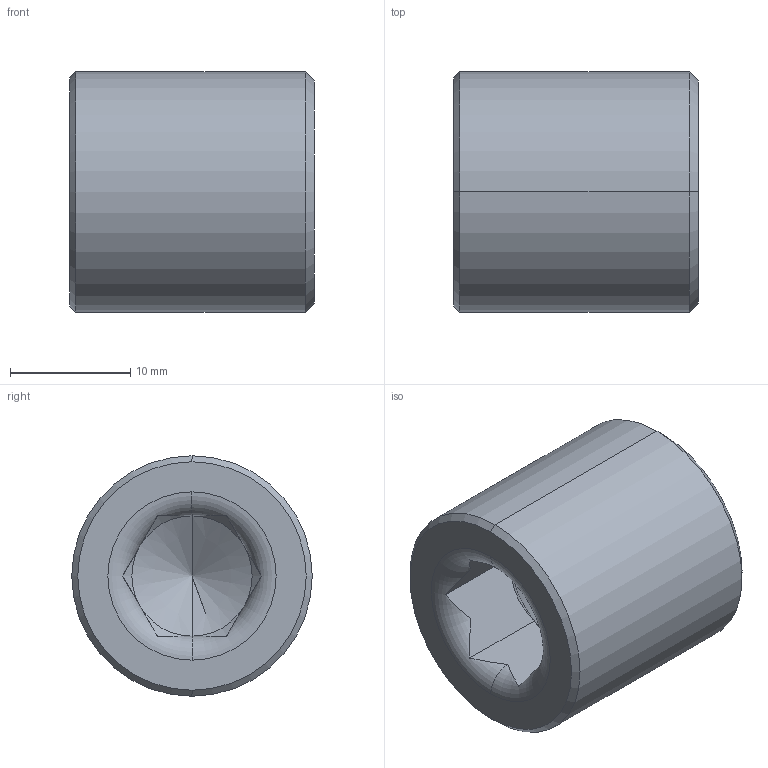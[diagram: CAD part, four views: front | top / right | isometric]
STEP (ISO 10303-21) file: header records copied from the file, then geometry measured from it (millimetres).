
FILE_DESCRIPTION (( 'STEP AP203' ), '1' );
FILE_NAME ('747DAM2.STEP', '2017-02-01T10:11:20', ( '' ), ( '' ), 'SwSTEP 2.0', 'SolidWorks 2014', '' );
FILE_SCHEMA (( 'CONFIG_CONTROL_DESIGN' ));
Length unit declared in the file: millimetre
Products named in the file (1): 747DAM2
Bounding box: 20.3 x 20 x 20 mm (x, y, z)
Volume: 5069.5 mm3; surface area: 2327.8 mm2
Topology: 1 solids, 1 shells, 35 faces, 82 edges, 48 vertices
Faces by surface type: cone 15, plane 14, cylinder 4, torus 2
Entity records: 1170 total; most frequent: CARTESIAN_POINT 319, DIRECTION 163, ORIENTED_EDGE 160, EDGE_CURVE 80, AXIS2_PLACEMENT_3D 66, VERTEX_POINT 48, EDGE_LOOP 36, ADVANCED_FACE 35
